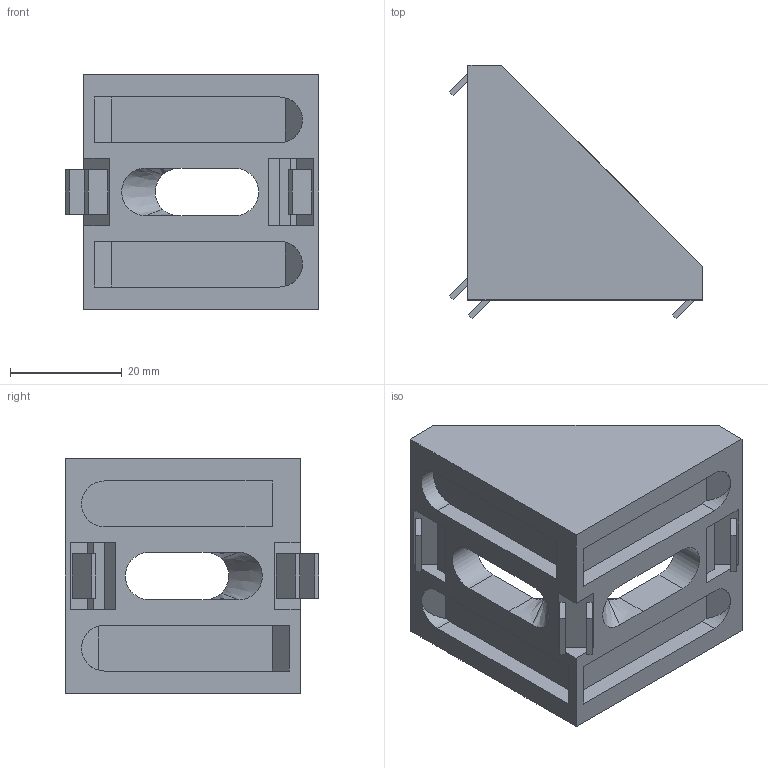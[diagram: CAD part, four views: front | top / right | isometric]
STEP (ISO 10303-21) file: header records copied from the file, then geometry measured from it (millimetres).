
FILE_DESCRIPTION(/* description */ ('Fixační úhelník 43x43'),/* implementation_level */ '2;1');
FILE_NAME(/* name */ '304343.stp',/* time_stamp */ '2022-10-07T09:01:14+02:00',/* author */ ('aluteckkpl_am'),/* organization */ (''),/* preprocessor_version */ 'ST-DEVELOPER v18.1',/* originating_system */ 'Autodesk Inventor 2021',/* authorisation */ '');
FILE_SCHEMA (('CONFIG_CONTROL_DESIGN'));
Length unit declared in the file: millimetre
Products named in the file (1): 304343
Bounding box: 45.34 x 45.34 x 42 mm (x, y, z)
Volume: 19105.9 mm3; surface area: 11862.4 mm2
Topology: 1 solids, 1 shells, 93 faces, 236 edges, 155 vertices
Faces by surface type: plane 76, cylinder 11, bspline 6
Entity records: 2975 total; most frequent: CARTESIAN_POINT 707, ORIENTED_EDGE 472, DIRECTION 420, EDGE_CURVE 236, LINE 188, VECTOR 188, VERTEX_POINT 155, AXIS2_PLACEMENT_3D 116
